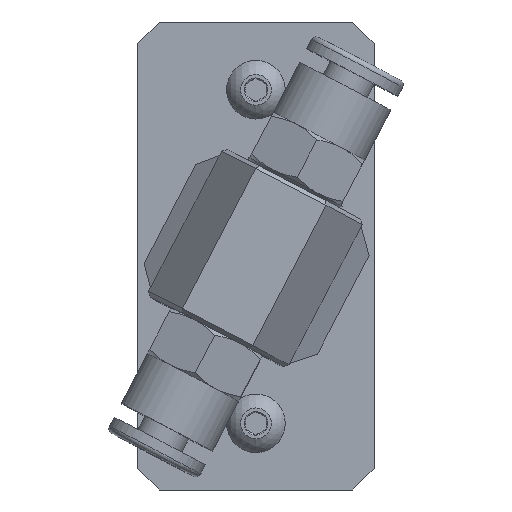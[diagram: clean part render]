
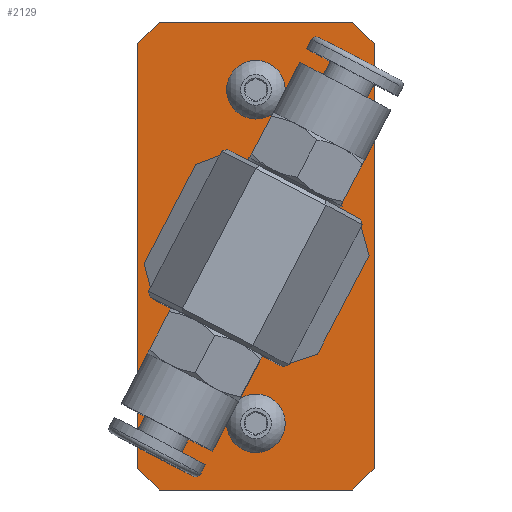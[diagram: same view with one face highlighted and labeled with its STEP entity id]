
A CAD part, front view. The second image highlights one B-rep face of the part: STEP entity #2129.
In plain terms, the highlighted planar face has unit normal (0, -1, 0).
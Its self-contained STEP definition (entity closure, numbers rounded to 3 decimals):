
#206=FACE_BOUND('',#495,.T.);
#207=FACE_BOUND('',#496,.T.);
#208=FACE_BOUND('',#497,.T.);
#240=PLANE('',#2361);
#354=FACE_OUTER_BOUND('',#494,.T.);
#494=EDGE_LOOP('',(#1735,#1736,#1737,#1738,#1739,#1740,#1741,#1742));
#495=EDGE_LOOP('',(#1743));
#496=EDGE_LOOP('',(#1744,#1745,#1746,#1747,#1748,#1749,#1750,#1751));
#497=EDGE_LOOP('',(#1752));
#607=LINE('',#6388,#738);
#608=LINE('',#6390,#739);
#609=LINE('',#6392,#740);
#610=LINE('',#6394,#741);
#611=LINE('',#6396,#742);
#612=LINE('',#6398,#743);
#613=LINE('',#6400,#744);
#614=LINE('',#6401,#745);
#615=LINE('',#6406,#746);
#616=LINE('',#6408,#747);
#617=LINE('',#6410,#748);
#618=LINE('',#6412,#749);
#619=LINE('',#6414,#750);
#620=LINE('',#6416,#751);
#621=LINE('',#6418,#752);
#622=LINE('',#6419,#753);
#738=VECTOR('',#2769,10.);
#739=VECTOR('',#2770,10.);
#740=VECTOR('',#2771,10.);
#741=VECTOR('',#2772,10.);
#742=VECTOR('',#2773,10.);
#743=VECTOR('',#2774,10.);
#744=VECTOR('',#2775,10.);
#745=VECTOR('',#2776,10.);
#746=VECTOR('',#2779,10.);
#747=VECTOR('',#2780,10.);
#748=VECTOR('',#2781,10.);
#749=VECTOR('',#2782,10.);
#750=VECTOR('',#2783,10.);
#751=VECTOR('',#2784,10.);
#752=VECTOR('',#2785,10.);
#753=VECTOR('',#2786,10.);
#875=CIRCLE('',#2362,1.65);
#876=CIRCLE('',#2363,1.65);
#1027=VERTEX_POINT('',#6386);
#1028=VERTEX_POINT('',#6387);
#1029=VERTEX_POINT('',#6389);
#1030=VERTEX_POINT('',#6391);
#1031=VERTEX_POINT('',#6393);
#1032=VERTEX_POINT('',#6395);
#1033=VERTEX_POINT('',#6397);
#1034=VERTEX_POINT('',#6399);
#1035=VERTEX_POINT('',#6402);
#1036=VERTEX_POINT('',#6404);
#1037=VERTEX_POINT('',#6405);
#1038=VERTEX_POINT('',#6407);
#1039=VERTEX_POINT('',#6409);
#1040=VERTEX_POINT('',#6411);
#1041=VERTEX_POINT('',#6413);
#1042=VERTEX_POINT('',#6415);
#1043=VERTEX_POINT('',#6417);
#1044=VERTEX_POINT('',#6420);
#1285=EDGE_CURVE('',#1027,#1028,#607,.T.);
#1286=EDGE_CURVE('',#1027,#1029,#608,.T.);
#1287=EDGE_CURVE('',#1030,#1029,#609,.T.);
#1288=EDGE_CURVE('',#1030,#1031,#610,.F.);
#1289=EDGE_CURVE('',#1032,#1031,#611,.T.);
#1290=EDGE_CURVE('',#1032,#1033,#612,.T.);
#1291=EDGE_CURVE('',#1034,#1033,#613,.T.);
#1292=EDGE_CURVE('',#1034,#1028,#614,.T.);
#1293=EDGE_CURVE('',#1035,#1035,#875,.T.);
#1294=EDGE_CURVE('',#1036,#1037,#615,.T.);
#1295=EDGE_CURVE('',#1038,#1036,#616,.T.);
#1296=EDGE_CURVE('',#1039,#1038,#617,.T.);
#1297=EDGE_CURVE('',#1040,#1039,#618,.T.);
#1298=EDGE_CURVE('',#1041,#1040,#619,.T.);
#1299=EDGE_CURVE('',#1042,#1041,#620,.T.);
#1300=EDGE_CURVE('',#1043,#1042,#621,.T.);
#1301=EDGE_CURVE('',#1037,#1043,#622,.T.);
#1302=EDGE_CURVE('',#1044,#1044,#876,.T.);
#1735=ORIENTED_EDGE('',*,*,#1285,.F.);
#1736=ORIENTED_EDGE('',*,*,#1286,.T.);
#1737=ORIENTED_EDGE('',*,*,#1287,.F.);
#1738=ORIENTED_EDGE('',*,*,#1288,.T.);
#1739=ORIENTED_EDGE('',*,*,#1289,.F.);
#1740=ORIENTED_EDGE('',*,*,#1290,.T.);
#1741=ORIENTED_EDGE('',*,*,#1291,.F.);
#1742=ORIENTED_EDGE('',*,*,#1292,.T.);
#1743=ORIENTED_EDGE('',*,*,#1293,.T.);
#1744=ORIENTED_EDGE('',*,*,#1294,.F.);
#1745=ORIENTED_EDGE('',*,*,#1295,.F.);
#1746=ORIENTED_EDGE('',*,*,#1296,.F.);
#1747=ORIENTED_EDGE('',*,*,#1297,.F.);
#1748=ORIENTED_EDGE('',*,*,#1298,.F.);
#1749=ORIENTED_EDGE('',*,*,#1299,.F.);
#1750=ORIENTED_EDGE('',*,*,#1300,.F.);
#1751=ORIENTED_EDGE('',*,*,#1301,.F.);
#1752=ORIENTED_EDGE('',*,*,#1302,.T.);
#2129=ADVANCED_FACE('',(#354,#206,#207,#208),#240,.T.);
#2361=AXIS2_PLACEMENT_3D('',#6385,#2767,#2768);
#2362=AXIS2_PLACEMENT_3D('',#6403,#2777,#2778);
#2363=AXIS2_PLACEMENT_3D('',#6421,#2787,#2788);
#2767=DIRECTION('center_axis',(0.,-1.,0.));
#2768=DIRECTION('ref_axis',(0.,0.,
-1.));
#2769=DIRECTION('',(-0.707,0.,-0.707));
#2770=DIRECTION('',(0.,0.,1.));
#2771=DIRECTION('',(0.707,0.,-0.707));
#2772=DIRECTION('',(1.,0.,0.));
#2773=DIRECTION('',(0.707,0.,0.707));
#2774=DIRECTION('',(0.,0.,-1.));
#2775=DIRECTION('',(-0.707,0.,0.707));
#2776=DIRECTION('',(1.,0.,0.));
#2777=DIRECTION('center_axis',(0.,1.,0.));
#2778=DIRECTION('ref_axis',(1.,0.,0.));
#2779=DIRECTION('',(0.302,0.,-0.953));
#2780=DIRECTION('',(-0.462,0.,-0.887));
#2781=DIRECTION('',(-0.955,0.,-0.297));
#2782=DIRECTION('',(-0.886,0.,0.463));
#2783=DIRECTION('',(-0.299,0.,0.954));
#2784=DIRECTION('',(0.464,0.,0.886));
#2785=DIRECTION('',(0.954,0.,0.298));
#2786=DIRECTION('',(0.886,0.,-0.463));
#2787=DIRECTION('center_axis',(0.,1.,0.));
#2788=DIRECTION('ref_axis',(1.,0.,0.));
#6385=CARTESIAN_POINT('Origin',(-189.398,270.571,268.186));
#6386=CARTESIAN_POINT('',(-177.902,270.571,246.633));
#6387=CARTESIAN_POINT('',(-179.991,270.571,244.545));
#6388=CARTESIAN_POINT('',(-175.91,270.571,248.625));
#6389=CARTESIAN_POINT('',(-177.902,270.571,287.989));
#6390=CARTESIAN_POINT('',(-177.902,270.571,268.186));
#6391=CARTESIAN_POINT('',(-179.991,270.571,290.077));
#6392=CARTESIAN_POINT('',(-176.348,270.571,286.434));
#6393=CARTESIAN_POINT('',(-198.806,270.571,290.077));
#6394=CARTESIAN_POINT('',(-189.398,270.571,290.077));
#6395=CARTESIAN_POINT('',(-200.895,270.571,287.989));
#6396=CARTESIAN_POINT('',(-202.449,270.571,286.434));
#6397=CARTESIAN_POINT('',(-200.895,270.571,246.633));
#6398=CARTESIAN_POINT('',(-200.895,270.571,268.186));
#6399=CARTESIAN_POINT('',(-198.806,270.571,244.545));
#6400=CARTESIAN_POINT('',(-202.887,270.571,248.625));
#6401=CARTESIAN_POINT('',(-189.398,270.571,244.545));
#6402=CARTESIAN_POINT('',(-191.048,270.571,283.483));
#6403=CARTESIAN_POINT('Origin',(-189.398,270.571,283.483));
#6404=CARTESIAN_POINT('',(-200.273,270.571,266.569));
#6405=CARTESIAN_POINT('',(-199.132,270.571,262.973));
#6406=CARTESIAN_POINT('',(-199.552,270.571,264.296));
#6407=CARTESIAN_POINT('',(-195.251,270.571,276.201));
#6408=CARTESIAN_POINT('',(-195.873,270.571,275.007));
#6409=CARTESIAN_POINT('',(-191.651,270.571,277.319));
#6410=CARTESIAN_POINT('',(-192.237,270.571,277.137));
#6411=CARTESIAN_POINT('',(-179.517,270.571,270.976));
#6412=CARTESIAN_POINT('',(-185.932,270.571,274.33));
#6413=CARTESIAN_POINT('',(-178.386,270.571,267.373));
#6414=CARTESIAN_POINT('',(-179.51,270.571,270.954));
#6415=CARTESIAN_POINT('',(-183.413,270.571,257.768));
#6416=CARTESIAN_POINT('',(-179.019,270.571,266.163));
#6417=CARTESIAN_POINT('',(-187.019,270.571,256.641));
#6418=CARTESIAN_POINT('',(-186.28,270.571,256.872));
#6419=CARTESIAN_POINT('',(-193.427,270.571,259.991));
#6420=CARTESIAN_POINT('',(-191.048,270.571,251.035));
#6421=CARTESIAN_POINT('Origin',(-189.398,270.571,251.035));
